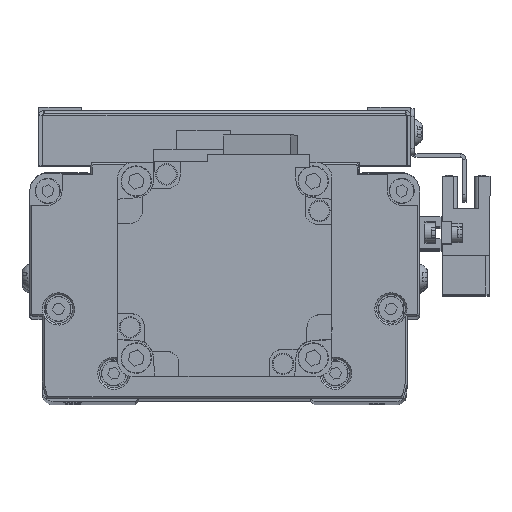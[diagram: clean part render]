
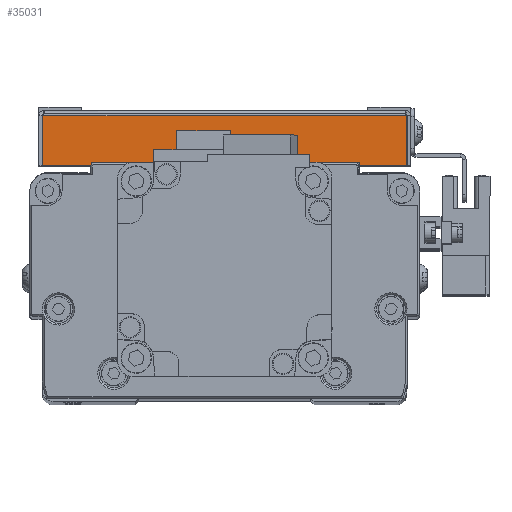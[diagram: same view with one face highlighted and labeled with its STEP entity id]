
A CAD part, top view. The second image highlights one B-rep face of the part: STEP entity #35031.
In plain terms, the highlighted planar face has unit normal (0, 0, 1).
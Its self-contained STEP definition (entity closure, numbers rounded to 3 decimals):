
#700 = ORIENTED_EDGE ( 'NONE', *, *, #6534, .F. ) ;
#1962 = VECTOR ( 'NONE', #49333, 1000. ) ;
#2177 = CARTESIAN_POINT ( 'NONE',  ( 52.322, 51.698, 251.976 ) ) ;
#2186 = LINE ( 'NONE', #10831, #23785 ) ;
#3470 = DIRECTION ( 'NONE',  ( 0., -1., 0. ) ) ;
#4862 = DIRECTION ( 'NONE',  ( 0., -1., 0. ) ) ;
#6528 = PLANE ( 'NONE',  #38983 ) ;
#6534 = EDGE_CURVE ( 'NONE', #39489, #37817, #33717, .T. ) ;
#8585 = CARTESIAN_POINT ( 'NONE',  ( 52.322, 65.698, 251.976 ) ) ;
#9953 = EDGE_CURVE ( 'NONE', #39489, #35747, #39907, .T. ) ;
#10108 = VECTOR ( 'NONE', #25041, 1000. ) ;
#10530 = DIRECTION ( 'NONE',  ( 0., 0., -1. ) ) ;
#10831 = CARTESIAN_POINT ( 'NONE',  ( 52.322, 66.198, 251.976 ) ) ;
#14305 = CARTESIAN_POINT ( 'NONE',  ( 53.464, 65.698, 251.976 ) ) ;
#21840 = EDGE_CURVE ( 'NONE', #37817, #44553, #2186, .T. ) ;
#22460 = DIRECTION ( 'NONE',  ( 0., -1., 0. ) ) ;
#22574 = EDGE_LOOP ( 'NONE', ( #35236, #700, #25023, #42389 ) ) ;
#23785 = VECTOR ( 'NONE', #3470, 1000. ) ;
#25023 = ORIENTED_EDGE ( 'NONE', *, *, #9953, .T. ) ;
#25041 = DIRECTION ( 'NONE',  ( 1., 0., 0. ) ) ;
#28158 = CARTESIAN_POINT ( 'NONE',  ( -49.395, 67.198, 251.976 ) ) ;
#31258 = FACE_OUTER_BOUND ( 'NONE', #22574, .T. ) ;
#33717 = LINE ( 'NONE', #14305, #1962 ) ;
#34941 = CARTESIAN_POINT ( 'NONE',  ( -49.395, 51.698, 251.976 ) ) ;
#35031 = ADVANCED_FACE ( 'NONE', ( #31258 ), #6528, .F. ) ;
#35236 = ORIENTED_EDGE ( 'NONE', *, *, #21840, .F. ) ;
#35747 = VERTEX_POINT ( 'NONE', #34941 ) ;
#37317 = CARTESIAN_POINT ( 'NONE',  ( -49.395, 65.698, 251.976 ) ) ;
#37817 = VERTEX_POINT ( 'NONE', #8585 ) ;
#38983 = AXIS2_PLACEMENT_3D ( 'NONE', #41361, #10530, #22460 ) ;
#39360 = VECTOR ( 'NONE', #4862, 1000. ) ;
#39489 = VERTEX_POINT ( 'NONE', #37317 ) ;
#39907 = LINE ( 'NONE', #28158, #39360 ) ;
#40120 = CARTESIAN_POINT ( 'NONE',  ( 1.464, 51.698, 251.976 ) ) ;
#41361 = CARTESIAN_POINT ( 'NONE',  ( 1.464, 67.198, 251.976 ) ) ;
#41405 = EDGE_CURVE ( 'NONE', #35747, #44553, #46132, .T. ) ;
#42389 = ORIENTED_EDGE ( 'NONE', *, *, #41405, .T. ) ;
#44553 = VERTEX_POINT ( 'NONE', #2177 ) ;
#46132 = LINE ( 'NONE', #40120, #10108 ) ;
#49333 = DIRECTION ( 'NONE',  ( 1., 0., 0. ) ) ;
